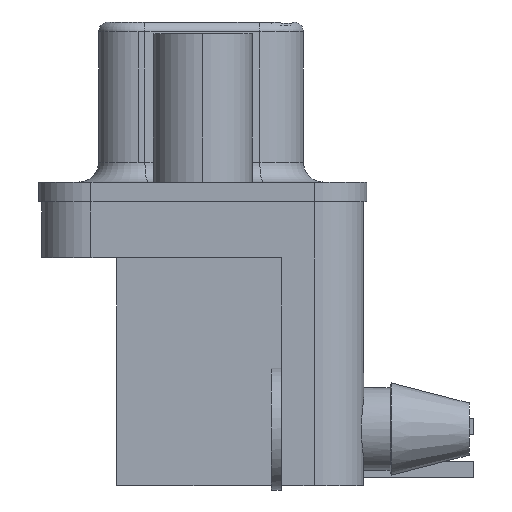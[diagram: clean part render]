
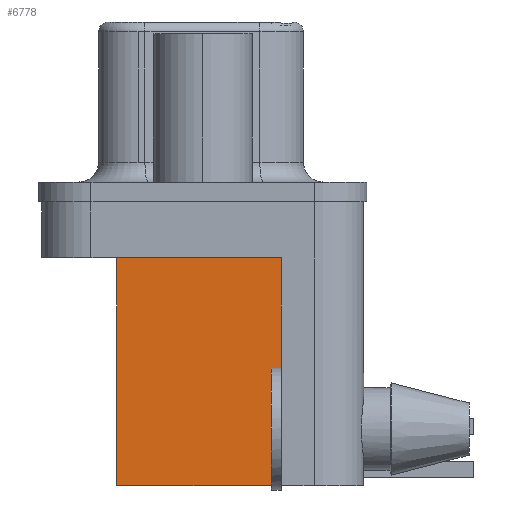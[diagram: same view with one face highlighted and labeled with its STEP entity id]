
A CAD part, left-side view. The second image highlights one B-rep face of the part: STEP entity #6778.
In plain terms, the highlighted planar face has unit normal (-1, 0, 0).
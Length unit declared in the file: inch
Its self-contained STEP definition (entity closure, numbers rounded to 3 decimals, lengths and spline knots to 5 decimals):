
#1988 = VERTEX_POINT ( 'NONE', #5194 ) ;
#1990 = EDGE_CURVE ( 'NONE', #1991, #1988, #4720, .T. ) ;
#1991 = VERTEX_POINT ( 'NONE', #5693 ) ;
#4720 = LINE ( 'NONE', #5086, #5081 ) ;
#5080 = DIRECTION ( 'NONE',  ( 0., 1., 0. ) ) ;
#5081 = VECTOR ( 'NONE', #5080, 39.37008 ) ;
#5086 = CARTESIAN_POINT ( 'NONE',  ( -0.483, -0.1195, -0.085 ) ) ;
#5194 = CARTESIAN_POINT ( 'NONE',  ( -0.483, 0.1305, -0.085 ) ) ;
#5693 = CARTESIAN_POINT ( 'NONE',  ( -0.483, -0.1195, -0.085 ) ) ;
#6570 = ORIENTED_EDGE ( 'NONE', *, *, #6606, .F. ) ;
#6571 = ORIENTED_EDGE ( 'NONE', *, *, #6572, .T. ) ;
#6572 = EDGE_CURVE ( 'NONE', #6604, #6573, #8528, .T. ) ;
#6573 = VERTEX_POINT ( 'NONE', #8598 ) ;
#6574 = ORIENTED_EDGE ( 'NONE', *, *, #6575, .T. ) ;
#6575 = EDGE_CURVE ( 'NONE', #6573, #1991, #8604, .T. ) ;
#6576 = ORIENTED_EDGE ( 'NONE', *, *, #1990, .T. ) ;
#6604 = VERTEX_POINT ( 'NONE', #8648 ) ;
#6606 = EDGE_CURVE ( 'NONE', #6604, #1988, #8790, .T. ) ;
#6778 = ADVANCED_FACE ( 'NONE', ( #9603 ), #9604, .F. ) ;
#6779 = EDGE_LOOP ( 'NONE', ( #6570, #6571, #6574, #6576 ) ) ;
#8527 = CARTESIAN_POINT ( 'NONE',  ( -0.483, -0.1195, -0.431 ) ) ;
#8528 = LINE ( 'NONE', #8527, #8555 ) ;
#8554 = DIRECTION ( 'NONE',  ( 0., -1., 0. ) ) ;
#8555 = VECTOR ( 'NONE', #8554, 39.37008 ) ;
#8598 = CARTESIAN_POINT ( 'NONE',  ( -0.483, -0.1195, -0.431 ) ) ;
#8601 = DIRECTION ( 'NONE',  ( 0., 0., 1. ) ) ;
#8602 = VECTOR ( 'NONE', #8601, 39.37008 ) ;
#8603 = CARTESIAN_POINT ( 'NONE',  ( -0.483, -0.1195, -2.246 ) ) ;
#8604 = LINE ( 'NONE', #8603, #8602 ) ;
#8648 = CARTESIAN_POINT ( 'NONE',  ( -0.483, 0.1305, -0.431 ) ) ;
#8699 = DIRECTION ( 'NONE',  ( 0., 0., 1. ) ) ;
#8788 = VECTOR ( 'NONE', #8699, 39.37008 ) ;
#8789 = CARTESIAN_POINT ( 'NONE',  ( -0.483, 0.1305, -2.246 ) ) ;
#8790 = LINE ( 'NONE', #8789, #8788 ) ;
#9575 = DIRECTION ( 'NONE',  ( 0., 0., -1. ) ) ;
#9576 = DIRECTION ( 'NONE',  ( 1., 0., 0. ) ) ;
#9577 = CARTESIAN_POINT ( 'NONE',  ( -0.483, -0.1195, -2.246 ) ) ;
#9578 = AXIS2_PLACEMENT_3D ( 'NONE', #9577, #9576, #9575 ) ;
#9603 = FACE_OUTER_BOUND ( 'NONE', #6779, .T. ) ;
#9604 = PLANE ( 'NONE',  #9578 ) ;
